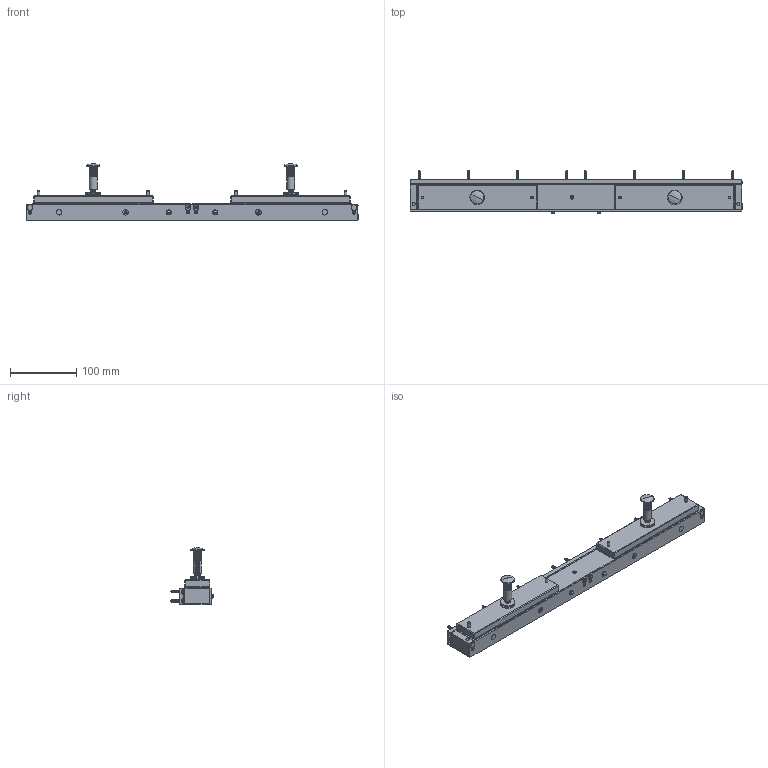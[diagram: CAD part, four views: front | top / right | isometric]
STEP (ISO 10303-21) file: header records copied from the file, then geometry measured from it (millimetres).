
FILE_DESCRIPTION (( 'STEP AP214' ), '1' );
FILE_NAME ('EF300-2CTC.step', '2021-07-29T14:11:19', ( '' ), ( '' ), 'SwSTEP 2.0', 'SolidWorks 2020', '' );
FILE_SCHEMA (( 'AUTOMOTIVE_DESIGN' ));
Length unit declared in the file: millimetre
Products named in the file (31): Tapping screw DIN 7982-ST3.5x19-C-H-S-3; Tapping screw DIN 7982-ST3.5x19-C-H-S-12; Group1; Tapping screw DIN 7982-ST3.5x19-C-H-S-15; FP0099-WASHER M8-2; Tapping screw DIN 7982-ST3.5x19-C-H-S-13; EF300-PLATINE DE MONTAGE EF300-1; Tapping screw DIN 7982-ST3.5x19-C-H-S-8; FP0097-SCREW LOW PROFILE HEAD M8 x35-1; FP0100-JOINT M8-2; Tapping screw DIN 7982-ST3.5x19-C-H-S-16; Tapping screw DIN 7982-ST3.5x19-C-H-S-5; Tapping screw DIN 7982-ST3.5x19-C-H-S-6; Group3; FP0099-WASHER M8-4; FP0099-WASHER M8-3; Tapping screw DIN 7982-ST3.5x19-C-H-S-7; Tapping screw DIN 7982-ST3.5x19-C-H-S-4; FP0100-JOINT M8-1; Tapping screw DIN 7982-ST3.5x19-C-H-S-11; Tapping screw DIN 7982-ST3.5x19-C-H-S-14; Tapping screw DIN 7982-ST3.5x19-C-H-S-2; FP0098-MUSHROOM NUT-1; EF300-2CTC; FP0098-MUSHROOM NUT-2; Tapping screw DIN 7982-ST3.5x19-C-H-S-9; FP0099-WASHER M8-1; Tapping screw DIN 7982-ST3.5x19-C-H-S-10; Tapping screw DIN 7982-ST3.5x19-C-H-S-1; Group4; FP0097-SCREW LOW PROFILE HEAD M8 x35-2
Assembly tree (30 placements, depth 2):
  EF300-2CTC
    Group1
    Group3
    Group4
    Tapping screw DIN 7982-ST3.5x19-C-H-S-6
    Tapping screw DIN 7982-ST3.5x19-C-H-S-8
    FP0100-JOINT M8-1
    Tapping screw DIN 7982-ST3.5x19-C-H-S-16
    Tapping screw DIN 7982-ST3.5x19-C-H-S-11
    Tapping screw DIN 7982-ST3.5x19-C-H-S-10
    Tapping screw DIN 7982-ST3.5x19-C-H-S-7
    Tapping screw DIN 7982-ST3.5x19-C-H-S-12
    Tapping screw DIN 7982-ST3.5x19-C-H-S-13
    Tapping screw DIN 7982-ST3.5x19-C-H-S-14
    Tapping screw DIN 7982-ST3.5x19-C-H-S-15
    Tapping screw DIN 7982-ST3.5x19-C-H-S-9
    FP0099-WASHER M8-2
    FP0100-JOINT M8-2
    FP0097-SCREW LOW PROFILE HEAD M8 x35-1
    FP0098-MUSHROOM NUT-1
    FP0099-WASHER M8-3
    FP0099-WASHER M8-1
    FP0099-WASHER M8-4
    FP0097-SCREW LOW PROFILE HEAD M8 x35-2
    FP0098-MUSHROOM NUT-2
    Tapping screw DIN 7982-ST3.5x19-C-H-S-4
    EF300-PLATINE DE MONTAGE EF300-1
    Tapping screw DIN 7982-ST3.5x19-C-H-S-2
    Tapping screw DIN 7982-ST3.5x19-C-H-S-3
    Tapping screw DIN 7982-ST3.5x19-C-H-S-1
    Tapping screw DIN 7982-ST3.5x19-C-H-S-5
Bounding box: 500 x 66.09 x 85.6 mm (x, y, z)
Volume: 659787.6 mm3; surface area: 223631.5 mm2
Topology: 30 solids, 30 shells, 3351 faces, 7988 edges, 4697 vertices
Faces by surface type: cone 1441, cylinder 1099, plane 699, torus 104, sphere 8
Entity records: 105722 total; most frequent: CARTESIAN_POINT 17971, DIRECTION 17789, ORIENTED_EDGE 15888, EDGE_CURVE 7944, AXIS2_PLACEMENT_3D 6957, VERTEX_POINT 4697, LINE 3875, VECTOR 3875
